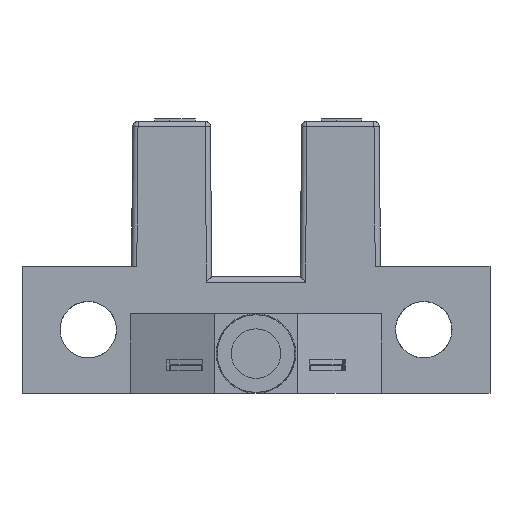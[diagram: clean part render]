
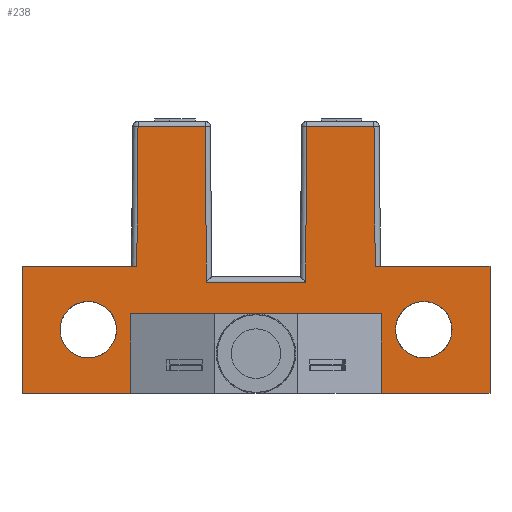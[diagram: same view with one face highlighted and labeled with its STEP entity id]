
A CAD part, front view. The second image highlights one B-rep face of the part: STEP entity #238.
In plain terms, the highlighted planar face has unit normal (0, -1, 0).
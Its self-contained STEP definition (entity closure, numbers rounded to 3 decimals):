
#131=FACE_BOUND('',#599,.T.);
#132=FACE_BOUND('',#600,.T.);
#133=FACE_BOUND('',#601,.T.);
#176=CIRCLE('',#2629,1.6);
#177=CIRCLE('',#2630,1.6);
#238=ADVANCED_FACE('',(#131,#132,#133),#375,.T.);
#375=PLANE('',#2631);
#599=EDGE_LOOP('',(#904));
#600=EDGE_LOOP('',(#905,#906,#907,#908,#909,#910,#911,#912,#913,#914,#915,
#916,#917,#918,#919,#920));
#601=EDGE_LOOP('',(#921));
#904=ORIENTED_EDGE('',*,*,#1833,.T.);
#905=ORIENTED_EDGE('',*,*,#1834,.T.);
#906=ORIENTED_EDGE('',*,*,#1835,.T.);
#907=ORIENTED_EDGE('',*,*,#1836,.T.);
#908=ORIENTED_EDGE('',*,*,#1837,.T.);
#909=ORIENTED_EDGE('',*,*,#1838,.F.);
#910=ORIENTED_EDGE('',*,*,#1839,.F.);
#911=ORIENTED_EDGE('',*,*,#1840,.F.);
#912=ORIENTED_EDGE('',*,*,#1841,.T.);
#913=ORIENTED_EDGE('',*,*,#1842,.T.);
#914=ORIENTED_EDGE('',*,*,#1843,.T.);
#915=ORIENTED_EDGE('',*,*,#1844,.F.);
#916=ORIENTED_EDGE('',*,*,#1845,.T.);
#917=ORIENTED_EDGE('',*,*,#1846,.F.);
#918=ORIENTED_EDGE('',*,*,#1847,.T.);
#919=ORIENTED_EDGE('',*,*,#1848,.T.);
#920=ORIENTED_EDGE('',*,*,#1849,.T.);
#921=ORIENTED_EDGE('',*,*,#1850,.T.);
#1582=VERTEX_POINT('',#3739);
#1583=VERTEX_POINT('',#3741);
#1584=VERTEX_POINT('',#3742);
#1585=VERTEX_POINT('',#3744);
#1586=VERTEX_POINT('',#3746);
#1587=VERTEX_POINT('',#3748);
#1588=VERTEX_POINT('',#3750);
#1589=VERTEX_POINT('',#3752);
#1590=VERTEX_POINT('',#3754);
#1591=VERTEX_POINT('',#3756);
#1592=VERTEX_POINT('',#3758);
#1593=VERTEX_POINT('',#3760);
#1594=VERTEX_POINT('',#3762);
#1595=VERTEX_POINT('',#3764);
#1596=VERTEX_POINT('',#3766);
#1597=VERTEX_POINT('',#3768);
#1598=VERTEX_POINT('',#3770);
#1599=VERTEX_POINT('',#3773);
#1833=EDGE_CURVE('',#1582,#1582,#176,.T.);
#1834=EDGE_CURVE('',#1583,#1584,#2180,.T.);
#1835=EDGE_CURVE('',#1584,#1585,#2181,.T.);
#1836=EDGE_CURVE('',#1585,#1586,#2182,.T.);
#1837=EDGE_CURVE('',#1586,#1587,#2183,.T.);
#1838=EDGE_CURVE('',#1588,#1587,#2184,.T.);
#1839=EDGE_CURVE('',#1589,#1588,#2185,.T.);
#1840=EDGE_CURVE('',#1590,#1589,#2186,.T.);
#1841=EDGE_CURVE('',#1590,#1591,#2187,.T.);
#1842=EDGE_CURVE('',#1591,#1592,#2188,.T.);
#1843=EDGE_CURVE('',#1592,#1593,#2189,.T.);
#1844=EDGE_CURVE('',#1594,#1593,#2190,.T.);
#1845=EDGE_CURVE('',#1594,#1595,#2191,.T.);
#1846=EDGE_CURVE('',#1596,#1595,#2192,.T.);
#1847=EDGE_CURVE('',#1596,#1597,#2193,.T.);
#1848=EDGE_CURVE('',#1597,#1598,#2194,.T.);
#1849=EDGE_CURVE('',#1598,#1583,#2195,.T.);
#1850=EDGE_CURVE('',#1599,#1599,#177,.T.);
#2180=LINE('',#3740,#2436);
#2181=LINE('',#3743,#2437);
#2182=LINE('',#3745,#2438);
#2183=LINE('',#3747,#2439);
#2184=LINE('',#3749,#2440);
#2185=LINE('',#3751,#2441);
#2186=LINE('',#3753,#2442);
#2187=LINE('',#3755,#2443);
#2188=LINE('',#3757,#2444);
#2189=LINE('',#3759,#2445);
#2190=LINE('',#3761,#2446);
#2191=LINE('',#3763,#2447);
#2192=LINE('',#3765,#2448);
#2193=LINE('',#3767,#2449);
#2194=LINE('',#3769,#2450);
#2195=LINE('',#3771,#2451);
#2436=VECTOR('',#2983,1.);
#2437=VECTOR('',#2984,1.);
#2438=VECTOR('',#2985,1.);
#2439=VECTOR('',#2986,1.);
#2440=VECTOR('',#2987,1.);
#2441=VECTOR('',#2988,1.);
#2442=VECTOR('',#2989,1.);
#2443=VECTOR('',#2990,1.);
#2444=VECTOR('',#2991,1.);
#2445=VECTOR('',#2992,1.);
#2446=VECTOR('',#2993,1.);
#2447=VECTOR('',#2994,1.);
#2448=VECTOR('',#2995,1.);
#2449=VECTOR('',#2996,1.);
#2450=VECTOR('',#2997,1.);
#2451=VECTOR('',#2998,1.);
#2629=AXIS2_PLACEMENT_3D('',#3738,#2981,#2982);
#2630=AXIS2_PLACEMENT_3D('',#3772,#2999,#3000);
#2631=AXIS2_PLACEMENT_3D('',#3774,#3001,#3002);
#2981=DIRECTION('',(0.,1.,0.));
#2982=DIRECTION('',(0.,0.,-1.));
#2983=DIRECTION('',(-1.,0.,0.));
#2984=DIRECTION('',(-0.009,0.,1.));
#2985=DIRECTION('',(-1.,0.,0.));
#2986=DIRECTION('',(-0.009,0.,-1.));
#2987=DIRECTION('',(1.,0.,0.));
#2988=DIRECTION('',(0.,0.,1.));
#2989=DIRECTION('',(-1.,0.,0.));
#2990=DIRECTION('',(0.,0.,1.));
#2991=DIRECTION('',(1.,0.,0.));
#2992=DIRECTION('',(0.,0.,-1.));
#2993=DIRECTION('',(-1.,0.,0.));
#2994=DIRECTION('',(0.,0.,1.));
#2995=DIRECTION('',(1.,0.,0.));
#2996=DIRECTION('',(-0.009,0.,1.));
#2997=DIRECTION('',(-1.,0.,0.));
#2998=DIRECTION('',(-0.009,0.,-1.));
#2999=DIRECTION('',(0.,1.,0.));
#3000=DIRECTION('',(0.,0.,-1.));
#3001=DIRECTION('',(0.,-1.,0.));
#3002=DIRECTION('',(0.,0.,-1.));
#3738=CARTESIAN_POINT('',(167.112,33.789,18.));
#3739=CARTESIAN_POINT('',(167.112,33.789,16.4));
#3740=CARTESIAN_POINT('',(163.362,33.789,20.7));
#3741=CARTESIAN_POINT('',(179.415,33.789,20.7));
#3742=CARTESIAN_POINT('',(173.808,33.789,20.7));
#3743=CARTESIAN_POINT('',(173.862,33.789,14.492));
#3744=CARTESIAN_POINT('',(173.731,33.789,29.5));
#3745=CARTESIAN_POINT('',(163.362,33.789,29.5));
#3746=CARTESIAN_POINT('',(169.931,33.789,29.5));
#3747=CARTESIAN_POINT('',(169.862,33.789,21.597));
#3748=CARTESIAN_POINT('',(169.862,33.789,21.6));
#3749=CARTESIAN_POINT('',(83.,33.789,21.6));
#3750=CARTESIAN_POINT('',(163.362,33.789,21.6));
#3751=CARTESIAN_POINT('',(163.362,33.789,14.4));
#3752=CARTESIAN_POINT('',(163.362,33.789,14.4));
#3753=CARTESIAN_POINT('',(163.362,33.789,14.4));
#3754=CARTESIAN_POINT('',(169.506,33.789,14.4));
#3755=CARTESIAN_POINT('',(169.506,33.789,14.4));
#3756=CARTESIAN_POINT('',(169.506,33.789,18.9));
#3757=CARTESIAN_POINT('',(166.862,33.789,18.9));
#3758=CARTESIAN_POINT('',(183.718,33.789,18.9));
#3759=CARTESIAN_POINT('',(183.718,33.789,18.));
#3760=CARTESIAN_POINT('',(183.718,33.789,14.4));
#3761=CARTESIAN_POINT('',(163.362,33.789,14.4));
#3762=CARTESIAN_POINT('',(189.862,33.789,14.4));
#3763=CARTESIAN_POINT('',(189.862,33.789,14.4));
#3764=CARTESIAN_POINT('',(189.862,33.789,21.6));
#3765=CARTESIAN_POINT('',(163.362,33.789,21.6));
#3766=CARTESIAN_POINT('',(183.362,33.789,21.6));
#3767=CARTESIAN_POINT('',(183.293,33.789,29.5));
#3768=CARTESIAN_POINT('',(183.293,33.789,29.5));
#3769=CARTESIAN_POINT('',(163.362,33.789,29.5));
#3770=CARTESIAN_POINT('',(179.492,33.789,29.5));
#3771=CARTESIAN_POINT('',(179.359,33.789,14.26));
#3772=CARTESIAN_POINT('',(186.112,33.789,18.));
#3773=CARTESIAN_POINT('',(186.112,33.789,16.4));
#3774=CARTESIAN_POINT('',(163.362,33.789,14.4));
